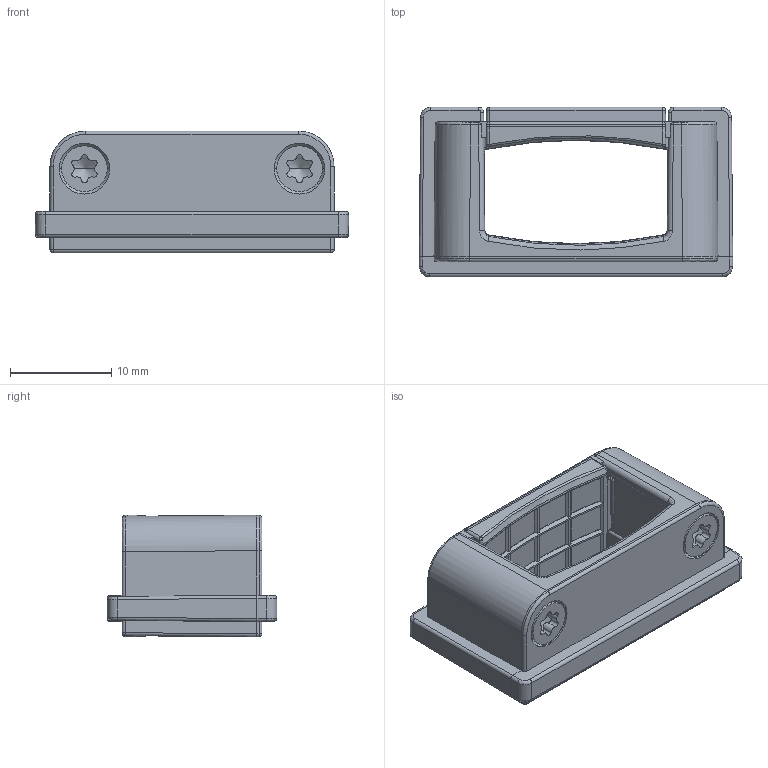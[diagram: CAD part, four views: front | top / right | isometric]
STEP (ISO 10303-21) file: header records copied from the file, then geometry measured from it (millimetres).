
FILE_DESCRIPTION((''),'2;1');
FILE_NAME('3D_1980020060021_W20D-CLP','2023-03-06T',('cc.ye'),(''),'PRO/ENGINEER BY PARAMETRIC TECHNOLOGY CORPORATION, 2010280','PRO/ENGINEER BY PARAMETRIC TECHNOLOGY CORPORATION, 2010280','');
FILE_SCHEMA(('AUTOMOTIVE_DESIGN { 1 0 10303 214 1 1 1 1 }'));
Length unit declared in the file: millimetre
Products named in the file (1): 3D_1980020060021_W20D-CLP
Bounding box: 30.9 x 16.7 x 12 mm (x, y, z)
Volume: 2634.7 mm3; surface area: 2567.4 mm2
Topology: 1 solids, 1 shells, 575 faces, 1528 edges, 960 vertices
Faces by surface type: cylinder 206, plane 203, bspline 102, cone 40, sphere 16, torus 8
Entity records: 29218 total; most frequent: CARTESIAN_POINT 12091, ORIENTED_EDGE 3048, DIRECTION 2346, EDGE_CURVE 1524, VERTEX_POINT 960, AXIS2_PLACEMENT_3D 855, VECTOR 636, LINE 636
